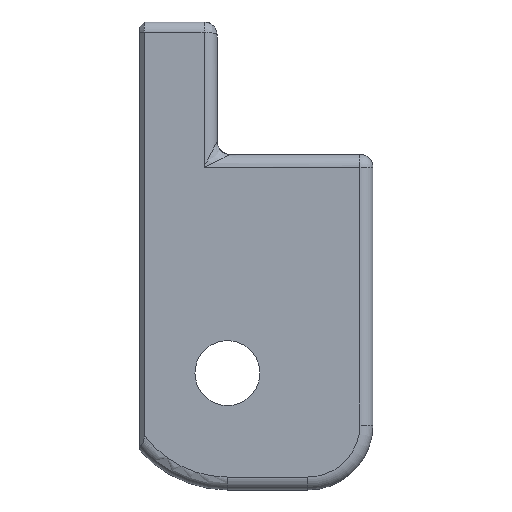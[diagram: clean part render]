
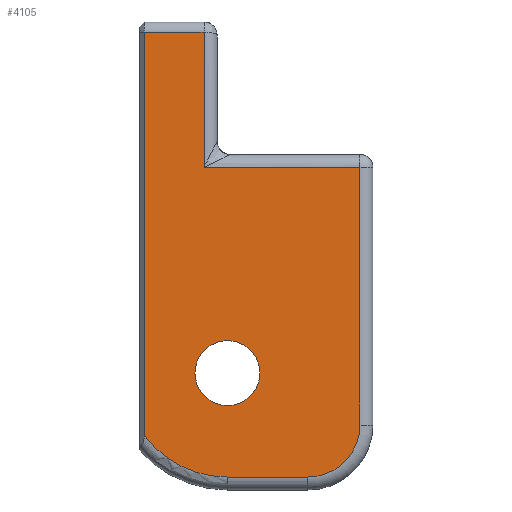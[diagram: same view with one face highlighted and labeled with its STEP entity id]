
A CAD part, left-side view. The second image highlights one B-rep face of the part: STEP entity #4105.
In plain terms, the highlighted planar face has unit normal (-1, 0, 0).
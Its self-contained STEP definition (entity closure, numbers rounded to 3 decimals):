
#170=FACE_BOUND('',#837,.T.);
#340=CIRCLE('',#4450,2.5);
#347=CIRCLE('',#4466,8.);
#350=CIRCLE('',#4471,4.);
#578=FACE_OUTER_BOUND('',#836,.T.);
#836=EDGE_LOOP('',(#3310,#3311,#3312,#3313,#3314,#3315,#3316,#3317));
#837=EDGE_LOOP('',(#3318));
#954=LINE('',#5928,#1273);
#1045=LINE('',#7220,#1364);
#1070=LINE('',#7904,#1389);
#1075=LINE('',#7918,#1394);
#1103=LINE('',#8025,#1422);
#1107=LINE('',#8045,#1426);
#1273=VECTOR('',#4677,10.);
#1364=VECTOR('',#5018,10.);
#1389=VECTOR('',#5161,10.);
#1394=VECTOR('',#5180,10.);
#1422=VECTOR('',#5336,10.);
#1426=VECTOR('',#5364,10.);
#1654=VERTEX_POINT('',#5914);
#1655=VERTEX_POINT('',#5927);
#1773=VERTEX_POINT('',#7124);
#1780=VERTEX_POINT('',#7219);
#1825=VERTEX_POINT('',#7897);
#1836=VERTEX_POINT('',#7991);
#1842=VERTEX_POINT('',#8019);
#1843=VERTEX_POINT('',#8023);
#1844=VERTEX_POINT('',#8027);
#2025=EDGE_CURVE('',#1654,#1655,#954,.T.);
#2216=EDGE_CURVE('',#1773,#1780,#1045,.T.);
#2292=EDGE_CURVE('',#1825,#1773,#1070,.T.);
#2300=EDGE_CURVE('',#1655,#1825,#1075,.T.);
#2336=EDGE_CURVE('',#1836,#1836,#340,.F.);
#2350=EDGE_CURVE('',#1842,#1654,#347,.T.);
#2352=EDGE_CURVE('',#1843,#1842,#1103,.T.);
#2354=EDGE_CURVE('',#1844,#1843,#350,.T.);
#2362=EDGE_CURVE('',#1780,#1844,#1107,.T.);
#3310=ORIENTED_EDGE('',*,*,#2025,.F.);
#3311=ORIENTED_EDGE('',*,*,#2350,.F.);
#3312=ORIENTED_EDGE('',*,*,#2352,.F.);
#3313=ORIENTED_EDGE('',*,*,#2354,.F.);
#3314=ORIENTED_EDGE('',*,*,#2362,.F.);
#3315=ORIENTED_EDGE('',*,*,#2216,.F.);
#3316=ORIENTED_EDGE('',*,*,#2292,.F.);
#3317=ORIENTED_EDGE('',*,*,#2300,.F.);
#3318=ORIENTED_EDGE('',*,*,#2336,.F.);
#3901=PLANE('',#4484);
#4105=ADVANCED_FACE('',(#578,#170),#3901,.T.);
#4450=AXIS2_PLACEMENT_3D('',#7992,#5291,#5292);
#4466=AXIS2_PLACEMENT_3D('',#8021,#5330,#5331);
#4471=AXIS2_PLACEMENT_3D('',#8029,#5341,#5342);
#4484=AXIS2_PLACEMENT_3D('',#8051,#5373,#5374);
#4677=DIRECTION('',(0.,0.,1.));
#5018=DIRECTION('',(0.,-1.,0.));
#5161=DIRECTION('',(0.,0.,-1.));
#5180=DIRECTION('',(0.,-1.,0.));
#5291=DIRECTION('center_axis',(1.,0.,0.));
#5292=DIRECTION('ref_axis',(0.,1.,0.));
#5330=DIRECTION('center_axis',(1.,0.,0.));
#5331=DIRECTION('ref_axis',(0.,0.415,-0.91));
#5336=DIRECTION('',(0.,1.,0.));
#5341=DIRECTION('center_axis',(1.,0.,0.));
#5342=DIRECTION('ref_axis',(0.,-0.707,-0.707));
#5364=DIRECTION('',(0.,0.,-1.));
#5373=DIRECTION('center_axis',(-1.,0.,0.));
#5374=DIRECTION('ref_axis',(0.,1.,0.));
#5914=CARTESIAN_POINT('',(6.557,21.6,334.374));
#5927=CARTESIAN_POINT('',(6.557,21.6,365.4));
#5928=CARTESIAN_POINT('',(6.557,21.6,341.182));
#7124=CARTESIAN_POINT('',(6.557,17.,355.));
#7219=CARTESIAN_POINT('',(6.557,5.,355.));
#7220=CARTESIAN_POINT('',(6.557,18.05,355.));
#7897=CARTESIAN_POINT('',(6.557,17.,365.4));
#7904=CARTESIAN_POINT('',(6.557,17.,348.487));
#7918=CARTESIAN_POINT('',(6.557,18.05,365.4));
#7991=CARTESIAN_POINT('',(6.557,12.7,339.174));
#7992=CARTESIAN_POINT('Origin',(6.557,15.2,339.174));
#8019=CARTESIAN_POINT('',(6.557,15.2,331.174));
#8021=CARTESIAN_POINT('Origin',(6.557,15.2,339.174));
#8023=CARTESIAN_POINT('',(6.557,9.,331.174));
#8025=CARTESIAN_POINT('',(6.557,9.05,331.174));
#8027=CARTESIAN_POINT('',(6.557,5.,335.174));
#8029=CARTESIAN_POINT('Origin',(6.557,9.,335.174));
#8045=CARTESIAN_POINT('',(6.557,5.,358.543));
#8051=CARTESIAN_POINT('Origin',(6.557,14.1,349.087));
